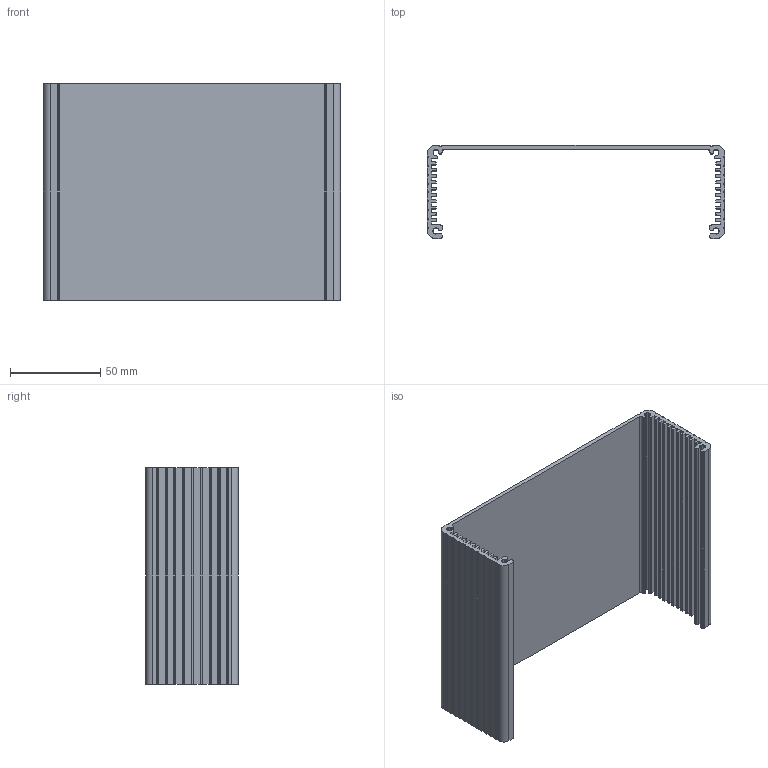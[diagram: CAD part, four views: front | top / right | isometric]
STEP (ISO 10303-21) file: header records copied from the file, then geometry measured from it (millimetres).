
FILE_DESCRIPTION(('FreeCAD Model'),'2;1');
FILE_NAME('Open CASCADE Shape Model','2022-06-09T12:40:20',('Author'),( ''),'Open CASCADE STEP processor 7.5','FreeCAD','Unknown');
FILE_SCHEMA(('AUTOMOTIVE_DESIGN { 1 0 10303 214 1 1 1 1 }'));
Length unit declared in the file: millimetre
Products named in the file (1): T Extrusion 120mm
Bounding box: 165 x 51.5 x 120 mm (x, y, z)
Volume: 88850.8 mm3; surface area: 83219.9 mm2
Topology: 1 solids, 1 shells, 368 faces, 1098 edges, 732 vertices
Faces by surface type: cylinder 230, plane 138
Entity records: 12583 total; most frequent: DIRECTION 2296, CARTESIAN_POINT 2199, ORIENTED_EDGE 2196, EDGE_CURVE 1098, AXIS2_PLACEMENT_3D 829, VERTEX_POINT 732, LINE 638, VECTOR 638
